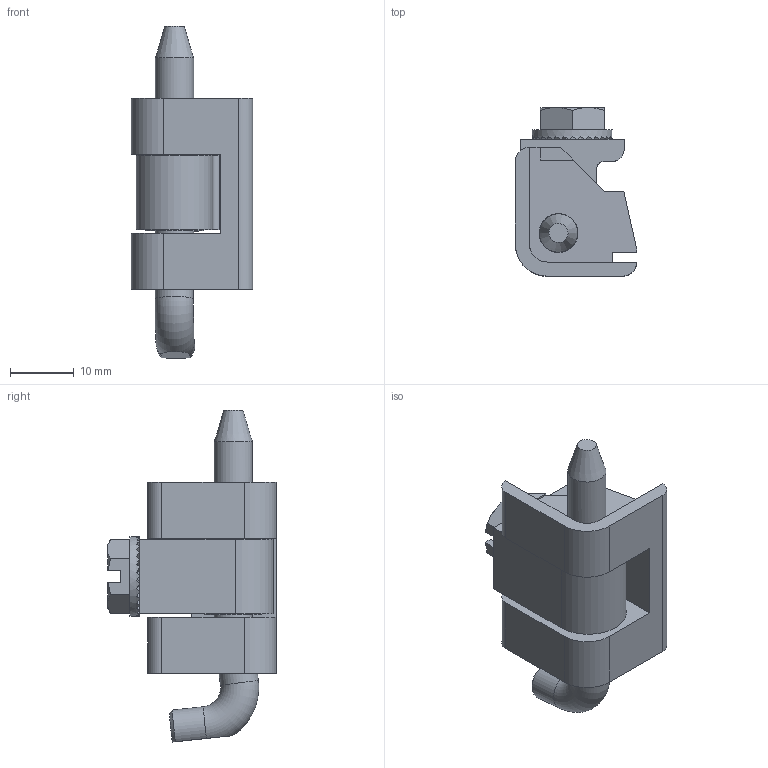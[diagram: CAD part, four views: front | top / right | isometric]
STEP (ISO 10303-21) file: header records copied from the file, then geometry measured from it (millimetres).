
FILE_DESCRIPTION(('STEP AP203'),'1');
FILE_NAME('097.1.2.3.15.step','2016-10-07T06:27:38',(' '),(' '),'Spatial InterOp 3D',' ',' ');
FILE_SCHEMA(('CONFIG_CONTROL_DESIGN'));
Length unit declared in the file: millimetre
Products named in the file (4): 1; 2; 3; 4
Bounding box: 19 x 26.45 x 52.06 mm (x, y, z)
Volume: 7974.7 mm3; surface area: 6418.7 mm2
Topology: 4 solids, 4 shells, 235 faces, 655 edges, 430 vertices
Faces by surface type: plane 187, cylinder 23, cone 10, bspline 9, extrusion 4, torus 1, sphere 1
Full cylindrical faces by diameter (mm): 5.1 x1, 6 x3, 6.1 x2, 6.2 x1, 9 x2, 12.5 x1
Entity records: 8292 total; most frequent: CARTESIAN_POINT 2192, ORIENTED_EDGE 1262, DIRECTION 1175, EDGE_CURVE 631, VECTOR 429, LINE 425, VERTEX_POINT 424, AXIS2_PLACEMENT_3D 373
